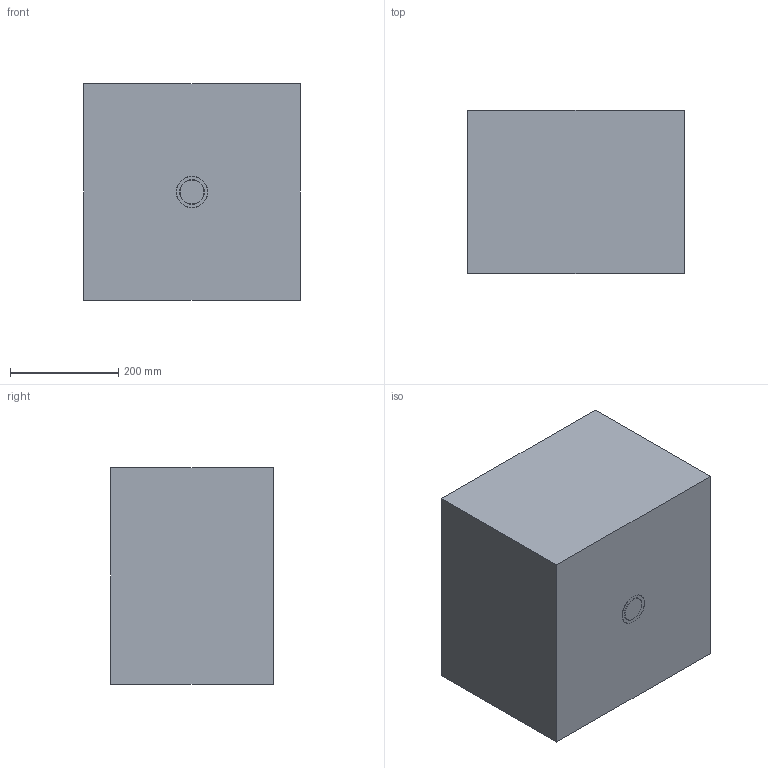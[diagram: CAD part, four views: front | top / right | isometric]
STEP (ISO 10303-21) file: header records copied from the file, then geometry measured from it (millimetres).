
FILE_DESCRIPTION(('FreeCAD Model'),'2;1');
FILE_NAME( '001.step', '2016-09-04T00:52:24',('Author'),(''), 'Open CASCADE STEP processor 6.8','FreeCAD','Unknown');
FILE_SCHEMA(('AUTOMOTIVE_DESIGN_CC2 { 1 2 10303 214 -1 1 5 4 }'));
Length unit declared in the file: millimetre
Products named in the file (3): ASSEMBLY; Revolution; Pad
Assembly tree (2 placements, depth 2):
  ASSEMBLY
    Revolution
    Pad
Bounding box: 400 x 300 x 400 mm (x, y, z)
Volume: 48029303.9 mm3; surface area: 891840.8 mm2
Topology: 2 solids, 2 shells, 29 faces, 55 edges, 32 vertices
Faces by surface type: plane 10, cylinder 7, revolution 6, cone 4, sphere 2
Full cylindrical faces by diameter (mm): 38.8 x1, 40 x1, 44 x1, 45.2 x1, 46 x1, 70 x1, 71.2 x1
Entity records: 1495 total; most frequent: DIRECTION 259, CARTESIAN_POINT 229, LINE 121, VECTOR 121, ORIENTED_EDGE 106, PCURVE 106, DEFINITIONAL_REPRESENTATION 106, AXIS2_PLACEMENT_3D 62
